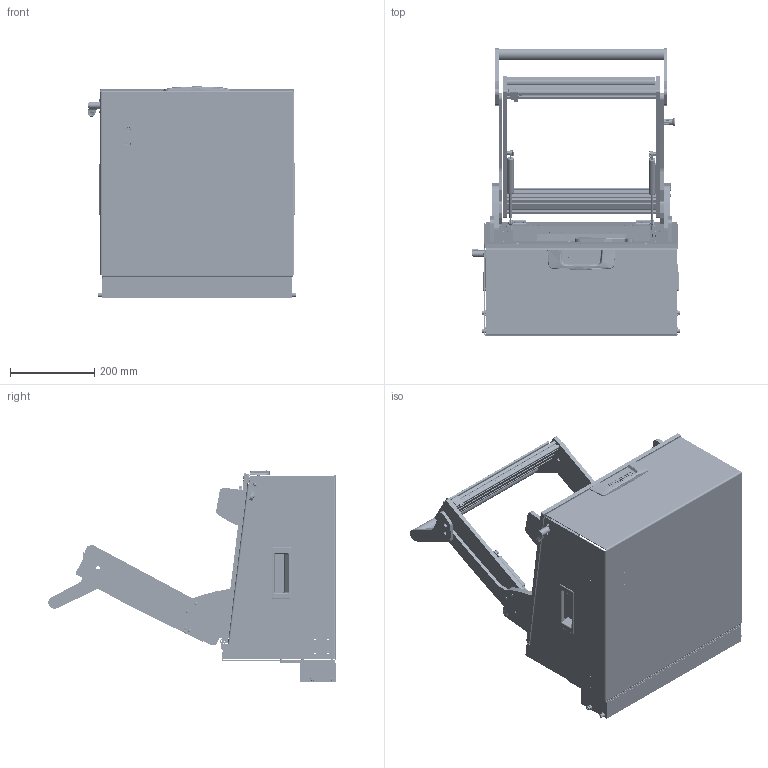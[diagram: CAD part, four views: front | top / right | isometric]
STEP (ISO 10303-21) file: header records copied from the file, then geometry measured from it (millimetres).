
FILE_DESCRIPTION (( 'STEP AP214' ), '1' );
FILE_NAME ('INGUN_46730_open.STEP', '2023-01-23T10:19:33', ( '' ), ( '' ), 'SwSTEP 2.0', 'SolidWorks 2021', '' );
FILE_SCHEMA (( 'AUTOMOTIVE_DESIGN' ));
Length unit declared in the file: millimetre
Products named in the file (105): 32462~0_S; ISO7380~n_M05,0x008; 33460~4_KUNDE offen ohne RW u GF<S>; 112064~0_S; 38786~1_Einbau max 185,5 <Standard>; 39893~3_KUNDE<S>; 34328~1_S; DIN7991~n_M05,0x016; 30758~0_S; 109770~1_offen<S>; 35097~0; DIN6325~n_04,0m6x024; 39891~3_KUNDE<S>; 110231~1_S; 53032~0_S; 53836~2_KUNDE<S>; 110443~0_S; ISO7380~n_M05,0x030; 22745~1_S; 57801~2_S; 2281~0; 30955~0_S; DIN125~n_05,3 M05,0 Fase; 110322~4_S; 114566~0_S; 109934~0_KUNDE<S>; 32587~5_S; 20901_01~0; 33449~5_ohne RW und GF<S>; 55713~1_KUNDE<S>; 30915~0; 30758_01~0_S; 111995~1_S; 31788~1; 35651~1_S; 35661~4_S; DIN912~n_M04,0x040; K_02037~0_Standard ohne Dyn Punkt<Standard>; 20901~0_Abstand 296<Standard>; ISO7380~n_M04,0x008 ...
Assembly tree (184 placements, depth 7):
  INGUN_46730_open
    33460~4_KUNDE offen ohne RW u GF<S>
      33449~5_ohne RW und GF<S>
        33453~5
        30758~0_S  x2
          30758_01~0_S
          30758_02~0_S
          38564~0
        20902~0
        53032~0_S
        20901~0_Abstand 296<Standard>
          20901~0_ohne Schiebeteil<Standard>
          20901_01~0
        32462~0_S
        32171~0_S
        29805~4_geschlossen<S>
          110322~4_S
          110705~2_S
          30984~0_S
          110231~1_S
          110443~0_S
          30112~0
          ISO7380~n_M05,0x030
          ISO7380~n_M04,0x008  x2
          DIN914~n_M04,0x05
        35334~0_S
        DIN7991~n_M05,0x016
        DIN7991~n_M05,0x012  x2
        8804~0
        DIN985-A2~n_M05,0  x3
        DIN125~n_05,3 M05,0 Fase  x2
      35650~11_KUNDE offen<S>
        109770~1_offen<S>
          35648~17
          35661~4_S
          35662~11_S
          35663~9_S
          2281~0_180ø<Standard>  x2
            2281~0
          112064~0_S  x2
          53031~0_S
          35649~1_S
          35651~1_S
          31253~0_S
          30955~0_S
          30915~0
          ASR~asr_拱04,2x07x拌8  x2
          2528~0  x2
          31109~0
          35664~1_S
          114566~0_S  x2
            112087~1_S
              111995~1_S
              112086~2_S
              DIN125~n_05,3 M05,0 Fase
            49317~0
            DIN912~n_M04,0x016
            DIN125~n_04,3 M04,0
            DIN125~n_06,4 M06,0 Fase
          DIN6325~n_04,0m6x016  x2
Bounding box: 493.5 x 680.52 x 500.35 mm (x, y, z)
Volume: 5254480.5 mm3; surface area: 3064538.6 mm2
Topology: 207 solids, 215 shells, 6131 faces, 15508 edges, 9893 vertices
Faces by surface type: cylinder 2670, plane 2243, cone 746, bspline 329, torus 75, sphere 68
Entity records: 148341 total; most frequent: CARTESIAN_POINT 38286, DIRECTION 21913, ORIENTED_EDGE 20666, EDGE_CURVE 10333, AXIS2_PLACEMENT_3D 8221, VERTEX_POINT 6674, VECTOR 5471, LINE 5471
